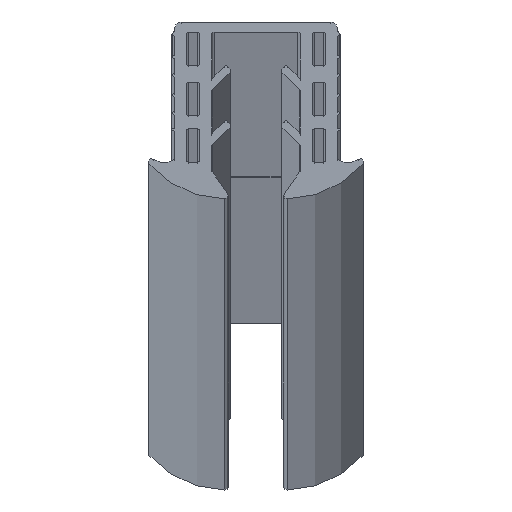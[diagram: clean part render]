
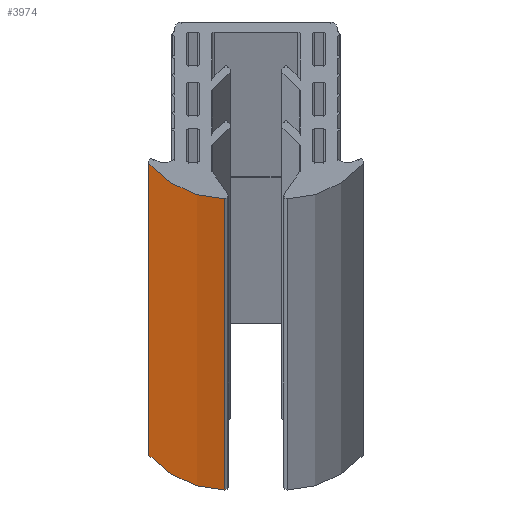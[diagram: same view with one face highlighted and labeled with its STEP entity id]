
A CAD part, top view. The second image highlights one B-rep face of the part: STEP entity #3974.
In plain terms, the highlighted cylindrical face has radius 15.3 mm (diameter 30.6 mm), a partial arc.
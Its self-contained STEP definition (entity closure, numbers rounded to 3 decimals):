
#936 = VECTOR ( 'NONE', #9394, 1000. ) ;
#1133 = CIRCLE ( 'NONE', #16882, 15.3 ) ;
#1283 = VERTEX_POINT ( 'NONE', #10445 ) ;
#1495 = ORIENTED_EDGE ( 'NONE', *, *, #16486, .F. ) ;
#1621 = VERTEX_POINT ( 'NONE', #17401 ) ;
#2437 = CIRCLE ( 'NONE', #13097, 15.3 ) ;
#2853 = DIRECTION ( 'NONE',  ( 0., 0., -1. ) ) ;
#3974 = ADVANCED_FACE ( 'NONE', ( #10967 ), #9143, .T. ) ;
#4298 = CARTESIAN_POINT ( 'NONE',  ( -4.674, -26.499, 12500. ) ) ;
#5964 = DIRECTION ( 'NONE',  ( 0., 0., 1. ) ) ;
#6057 = VECTOR ( 'NONE', #21525, 1000. ) ;
#6120 = DIRECTION ( 'NONE',  ( 1., 0., 0. ) ) ;
#6503 = DIRECTION ( 'NONE',  ( -1., 0., 0. ) ) ;
#7185 = VERTEX_POINT ( 'NONE', #4298 ) ;
#9118 = CARTESIAN_POINT ( 'NONE',  ( -4.543, -11.2, 12500. ) ) ;
#9143 = CYLINDRICAL_SURFACE ( 'NONE', #10416, 15.3 ) ;
#9394 = DIRECTION ( 'NONE',  ( 0., 0., -1. ) ) ;
#9877 = CARTESIAN_POINT ( 'NONE',  ( -4.543, -11.2, 12500. ) ) ;
#9897 = DIRECTION ( 'NONE',  ( 0., 0., 1. ) ) ;
#10416 = AXIS2_PLACEMENT_3D ( 'NONE', #9877, #2853, #6503 ) ;
#10445 = CARTESIAN_POINT ( 'NONE',  ( -16.046, -21.288, -12500. ) ) ;
#10967 = FACE_OUTER_BOUND ( 'NONE', #16517, .T. ) ;
#11636 = CARTESIAN_POINT ( 'NONE',  ( -4.674, -26.499, 12500. ) ) ;
#13097 = AXIS2_PLACEMENT_3D ( 'NONE', #9118, #5964, #6120 ) ;
#13511 = DIRECTION ( 'NONE',  ( 1., 0., 0. ) ) ;
#14154 = EDGE_CURVE ( 'NONE', #1621, #1283, #16626, .T. ) ;
#14976 = CARTESIAN_POINT ( 'NONE',  ( -4.543, -11.2, -12500. ) ) ;
#15276 = ORIENTED_EDGE ( 'NONE', *, *, #17145, .T. ) ;
#15420 = ORIENTED_EDGE ( 'NONE', *, *, #14154, .T. ) ;
#15833 = VERTEX_POINT ( 'NONE', #20631 ) ;
#16486 = EDGE_CURVE ( 'NONE', #1621, #7185, #2437, .T. ) ;
#16517 = EDGE_LOOP ( 'NONE', ( #15276, #21319, #1495, #15420 ) ) ;
#16626 = LINE ( 'NONE', #19558, #936 ) ;
#16882 = AXIS2_PLACEMENT_3D ( 'NONE', #14976, #9897, #13511 ) ;
#17145 = EDGE_CURVE ( 'NONE', #1283, #15833, #1133, .T. ) ;
#17401 = CARTESIAN_POINT ( 'NONE',  ( -16.046, -21.288, 12500. ) ) ;
#18025 = EDGE_CURVE ( 'NONE', #7185, #15833, #19926, .T. ) ;
#19558 = CARTESIAN_POINT ( 'NONE',  ( -16.046, -21.288, 12500. ) ) ;
#19926 = LINE ( 'NONE', #11636, #6057 ) ;
#20631 = CARTESIAN_POINT ( 'NONE',  ( -4.674, -26.499, -12500. ) ) ;
#21319 = ORIENTED_EDGE ( 'NONE', *, *, #18025, .F. ) ;
#21525 = DIRECTION ( 'NONE',  ( 0., 0., -1. ) ) ;
